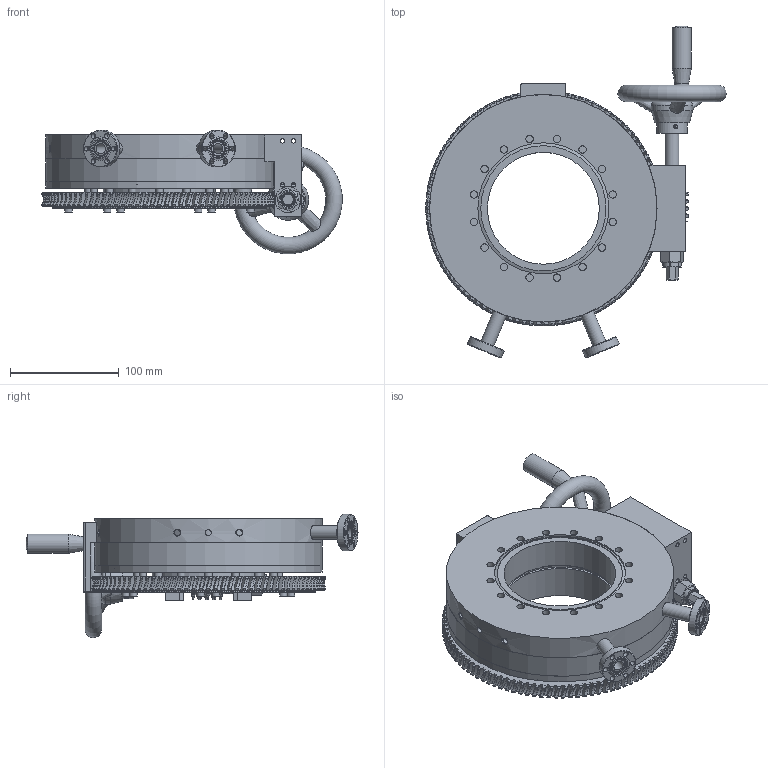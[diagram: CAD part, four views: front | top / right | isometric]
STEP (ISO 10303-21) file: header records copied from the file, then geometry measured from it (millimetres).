
FILE_DESCRIPTION (( 'STEP AP214' ), '1' );
FILE_NAME ('DPRF600, METRIC, THRU MINISB,10005822.STEP', '2020-05-08T14:32:44', ( 'gstephens' ), ( 'Microsoft' ), 'SwSTEP 2.0', 'SolidWorks 2018', '' );
FILE_SCHEMA (( 'AUTOMOTIVE_DESIGN' ));
Length unit declared in the file: inch
Products named in the file (1): DPRF600, METRIC, THRU MINISB,10005822
Bounding box: 276.67 x 305.84 x 113.75 mm (x, y, z)
Surface area: 312866.3 mm2 (no closed solid volume)
Topology: 0 solids, 68 shells, 1394 faces, 7556 edges, 5677 vertices
Faces by surface type: plane 631, torus 263, cylinder 257, cone 218, bspline 24, sphere 1
Full cylindrical faces by diameter (mm): 4.039 x8, 4.496 x12, 4.826 x2, 4.841 x1, 5.41 x5, 5.74 x3, 6.8 x32, 6.858 x6, 7.137 x3, 9.398 x2, 9.525 x2, 11.125 x3, 12.692 x13, 12.7 x3, 12.725 x1, 12.827 x2, 14.224 x2, 14.326 x1, 16.51 x2, 17.785 x1, 18.288 x2, 19.113 x1, 21.438 x2, 24.209 x2, 27.94 x1, 33.782 x2, 103.124 x2, 104.775 x1, 115.316 x2, 120.65 x2
Entity records: 112875 total; most frequent: CARTESIAN_POINT 41320, ORIENTED_EDGE 10549, DIRECTION 9914, EDGE_CURVE 7320, VERTEX_POINT 5607, VECTOR 3306, LINE 3306, AXIS2_PLACEMENT_3D 3304
